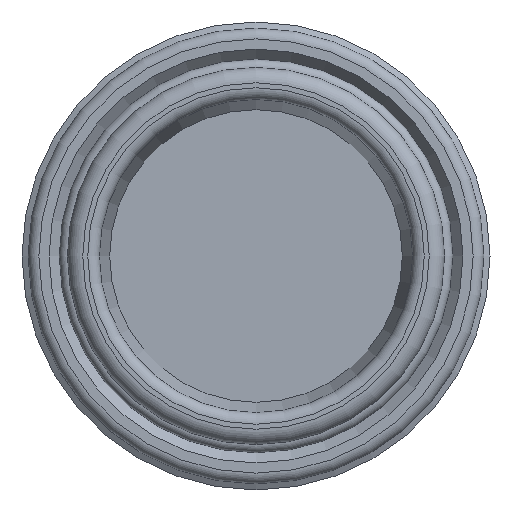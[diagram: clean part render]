
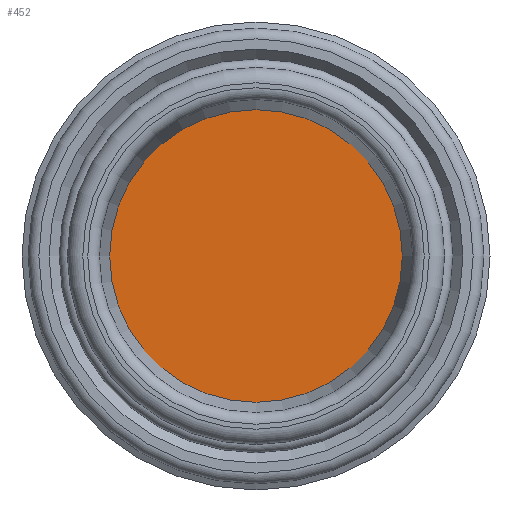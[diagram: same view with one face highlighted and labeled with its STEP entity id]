
A CAD part, left-side view. The second image highlights one B-rep face of the part: STEP entity #452.
In plain terms, the highlighted planar face has unit normal (-1, 0, 0).
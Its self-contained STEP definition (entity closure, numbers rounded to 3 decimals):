
#56 = VERTEX_POINT ( 'NONE', #641 ) ;
#86 = EDGE_CURVE ( 'NONE', #56, #56, #676, .T. ) ;
#185 = AXIS2_PLACEMENT_3D ( 'NONE', #202, #1146, #974 ) ;
#202 = CARTESIAN_POINT ( 'NONE',  ( 0., 0., 0. ) ) ;
#266 = DIRECTION ( 'NONE',  ( -1., 0., 0. ) ) ;
#286 = EDGE_LOOP ( 'NONE', ( #418 ) ) ;
#294 = CARTESIAN_POINT ( 'NONE',  ( 0., 0., 0. ) ) ;
#324 = FACE_OUTER_BOUND ( 'NONE', #286, .T. ) ;
#418 = ORIENTED_EDGE ( 'NONE', *, *, #86, .T. ) ;
#452 = ADVANCED_FACE ( 'NONE', ( #324 ), #575, .F. ) ;
#463 = DIRECTION ( 'NONE',  ( 0., -1., 0. ) ) ;
#575 = PLANE ( 'NONE',  #185 ) ;
#641 = CARTESIAN_POINT ( 'NONE',  ( 0., -19., 0. ) ) ;
#676 = CIRCLE ( 'NONE', #746, 19. ) ;
#746 = AXIS2_PLACEMENT_3D ( 'NONE', #294, #266, #463 ) ;
#974 = DIRECTION ( 'NONE',  ( 0., 1., 0. ) ) ;
#1146 = DIRECTION ( 'NONE',  ( 1., 0., 0. ) ) ;
